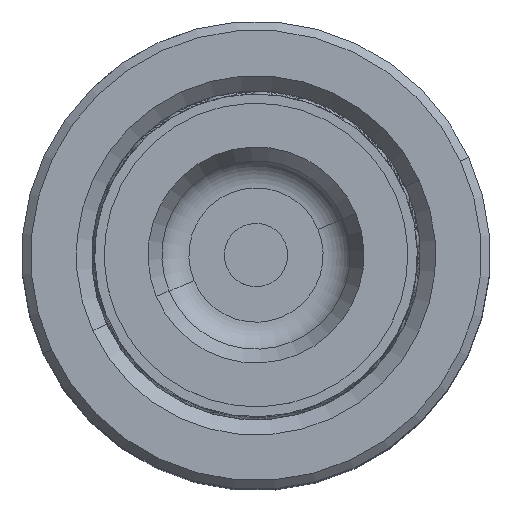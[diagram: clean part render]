
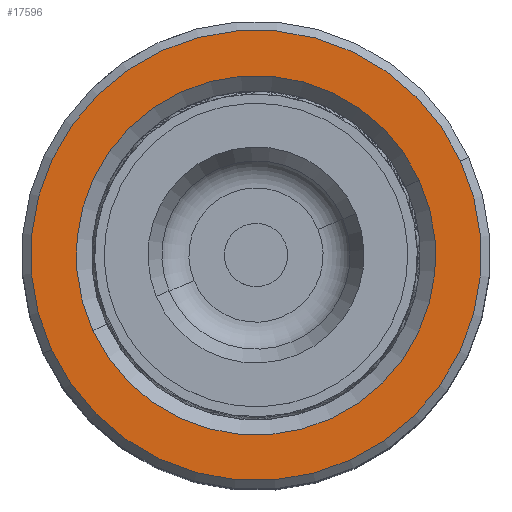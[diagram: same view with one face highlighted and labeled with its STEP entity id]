
A CAD part, top view. The second image highlights one B-rep face of the part: STEP entity #17596.
In plain terms, the highlighted planar face has unit normal (0, 0, 1).
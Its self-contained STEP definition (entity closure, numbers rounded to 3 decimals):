
#434 = EDGE_LOOP ( 'NONE', ( #38169, #13464 ) ) ;
#1370 = EDGE_LOOP ( 'NONE', ( #18215, #33771 ) ) ;
#3455 = CARTESIAN_POINT ( 'NONE',  ( 14.2, 0., 60. ) ) ;
#4523 = DIRECTION ( 'NONE',  ( 0., 0., -1. ) ) ;
#5470 = DIRECTION ( 'NONE',  ( 1., 0., 0. ) ) ;
#5670 = AXIS2_PLACEMENT_3D ( 'NONE', #20884, #15043, #17772 ) ;
#7118 = CARTESIAN_POINT ( 'NONE',  ( 17.8, 0., 60. ) ) ;
#7206 = CARTESIAN_POINT ( 'NONE',  ( 0., 0., 60. ) ) ;
#8215 = FACE_OUTER_BOUND ( 'NONE', #434, .T. ) ;
#8491 = EDGE_CURVE ( 'NONE', #9777, #20221, #8876, .T. ) ;
#8876 = CIRCLE ( 'NONE', #20095, 14.2 ) ;
#9777 = VERTEX_POINT ( 'NONE', #3455 ) ;
#10057 = DIRECTION ( 'NONE',  ( 0., 0., -1. ) ) ;
#13464 = ORIENTED_EDGE ( 'NONE', *, *, #14929, .T. ) ;
#13538 = CIRCLE ( 'NONE', #17286, 17.8 ) ;
#14929 = EDGE_CURVE ( 'NONE', #25677, #30413, #13538, .T. ) ;
#15043 = DIRECTION ( 'NONE',  ( 0., 0., 1. ) ) ;
#16266 = AXIS2_PLACEMENT_3D ( 'NONE', #33108, #17513, #5470 ) ;
#16916 = CARTESIAN_POINT ( 'NONE',  ( -17.8, 0., 60. ) ) ;
#17286 = AXIS2_PLACEMENT_3D ( 'NONE', #27737, #18447, #21557 ) ;
#17513 = DIRECTION ( 'NONE',  ( 0., 0., 1. ) ) ;
#17596 = ADVANCED_FACE ( 'NONE', ( #8215, #21750 ), #35943, .T. ) ;
#17772 = DIRECTION ( 'NONE',  ( 1., 0., 0. ) ) ;
#17808 = CIRCLE ( 'NONE', #29319, 14.2 ) ;
#18215 = ORIENTED_EDGE ( 'NONE', *, *, #8491, .T. ) ;
#18447 = DIRECTION ( 'NONE',  ( 0., 0., 1. ) ) ;
#18739 = CARTESIAN_POINT ( 'NONE',  ( -14.2, 0., 60. ) ) ;
#18982 = EDGE_CURVE ( 'NONE', #30413, #25677, #21760, .T. ) ;
#20095 = AXIS2_PLACEMENT_3D ( 'NONE', #22790, #4523, #29076 ) ;
#20221 = VERTEX_POINT ( 'NONE', #18739 ) ;
#20884 = CARTESIAN_POINT ( 'NONE',  ( 0., 0., 60. ) ) ;
#21557 = DIRECTION ( 'NONE',  ( 1., 0., 0. ) ) ;
#21750 = FACE_BOUND ( 'NONE', #1370, .T. ) ;
#21760 = CIRCLE ( 'NONE', #5670, 17.8 ) ;
#22790 = CARTESIAN_POINT ( 'NONE',  ( 0., 0., 60. ) ) ;
#25677 = VERTEX_POINT ( 'NONE', #7118 ) ;
#26437 = EDGE_CURVE ( 'NONE', #20221, #9777, #17808, .T. ) ;
#27737 = CARTESIAN_POINT ( 'NONE',  ( 0., 0., 60. ) ) ;
#29076 = DIRECTION ( 'NONE',  ( 1., 0., 0. ) ) ;
#29319 = AXIS2_PLACEMENT_3D ( 'NONE', #7206, #10057, #32058 ) ;
#30413 = VERTEX_POINT ( 'NONE', #16916 ) ;
#32058 = DIRECTION ( 'NONE',  ( 1., 0., 0. ) ) ;
#33108 = CARTESIAN_POINT ( 'NONE',  ( 0., 0., 60. ) ) ;
#33771 = ORIENTED_EDGE ( 'NONE', *, *, #26437, .T. ) ;
#35943 = PLANE ( 'NONE',  #16266 ) ;
#38169 = ORIENTED_EDGE ( 'NONE', *, *, #18982, .T. ) ;
